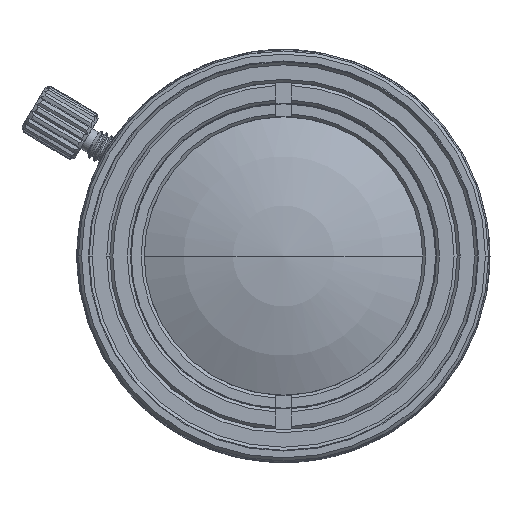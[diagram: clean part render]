
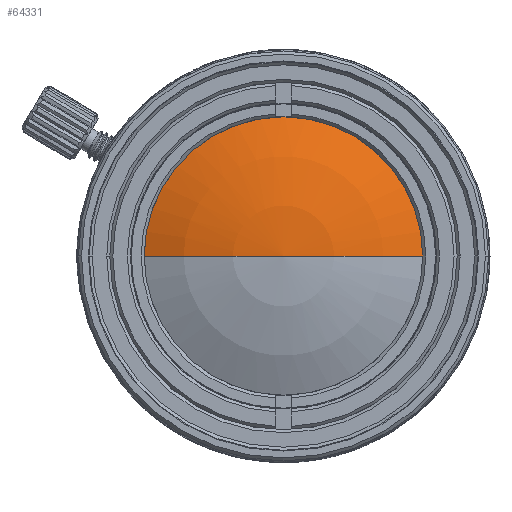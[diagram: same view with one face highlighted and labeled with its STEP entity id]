
A CAD part, left-side view. The second image highlights one B-rep face of the part: STEP entity #64331.
In plain terms, the highlighted spherical face has radius 21.956 mm.
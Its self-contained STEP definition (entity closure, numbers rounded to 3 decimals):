
#64286 = VERTEX_POINT('',#64287);
#64287 = CARTESIAN_POINT('',(2.21,-9.6,0.));
#64294 = VERTEX_POINT('',#64295);
#64295 = CARTESIAN_POINT('',(2.21,9.6,0.));
#64318 = EDGE_CURVE('',#64294,#64286,#64319,.T.);
#64319 = CIRCLE('',#64320,9.6);
#64320 = AXIS2_PLACEMENT_3D('',#64321,#64322,#64323);
#64321 = CARTESIAN_POINT('',(2.21,0.,0.));
#64322 = DIRECTION('',(1.,0.,0.));
#64323 = DIRECTION('',(-0.,1.,0.));
#64331 = ADVANCED_FACE('',(#64332),#64351,.T.);
#64332 = FACE_BOUND('',#64333,.T.);
#64333 = EDGE_LOOP('',(#64334,#64343,#64344));
#64334 = ORIENTED_EDGE('',*,*,#64335,.T.);
#64335 = EDGE_CURVE('',#64336,#64286,#64338,.T.);
#64336 = VERTEX_POINT('',#64337);
#64337 = CARTESIAN_POINT('',(0.,0.,0.));
#64338 = CIRCLE('',#64339,21.956);
#64339 = AXIS2_PLACEMENT_3D('',#64340,#64341,#64342);
#64340 = CARTESIAN_POINT('',(21.956,0.,0.));
#64341 = DIRECTION('',(0.,0.,1.));
#64342 = DIRECTION('',(-1.,0.,0.));
#64343 = ORIENTED_EDGE('',*,*,#64318,.F.);
#64344 = ORIENTED_EDGE('',*,*,#64345,.F.);
#64345 = EDGE_CURVE('',#64336,#64294,#64346,.T.);
#64346 = CIRCLE('',#64347,21.956);
#64347 = AXIS2_PLACEMENT_3D('',#64348,#64349,#64350);
#64348 = CARTESIAN_POINT('',(21.956,0.,0.));
#64349 = DIRECTION('',(0.,0.,-1.));
#64350 = DIRECTION('',(-1.,0.,0.));
#64351 = SPHERICAL_SURFACE('',#64352,21.956);
#64352 = AXIS2_PLACEMENT_3D('',#64353,#64354,#64355);
#64353 = CARTESIAN_POINT('',(21.956,0.,0.));
#64354 = DIRECTION('',(1.,0.,0.));
#64355 = DIRECTION('',(0.,-1.,0.));
